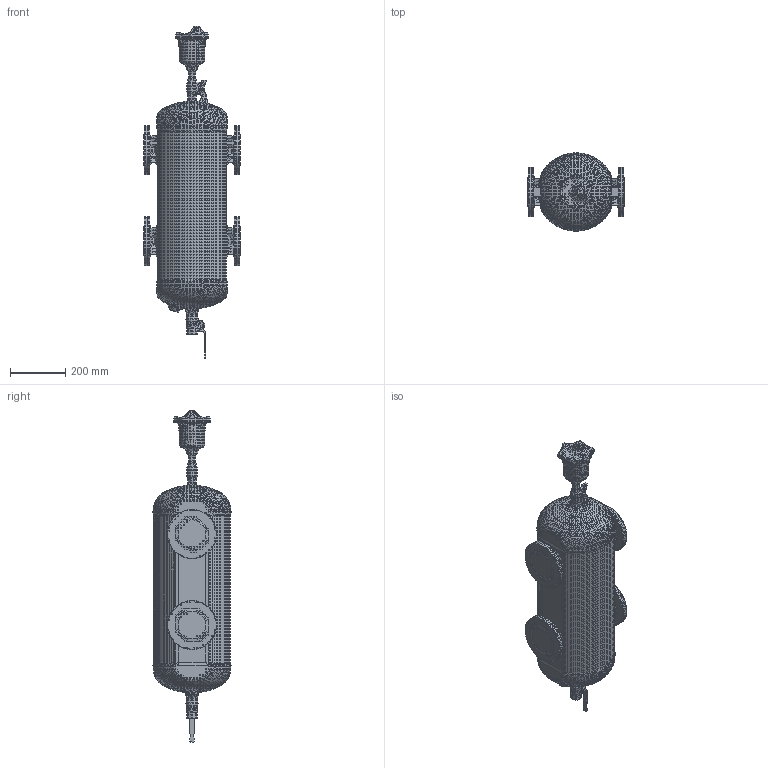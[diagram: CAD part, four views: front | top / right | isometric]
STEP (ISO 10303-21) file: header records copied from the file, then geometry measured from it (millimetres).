
FILE_DESCRIPTION(('CATIA V5 STEP Exchange'),'2;1');
FILE_NAME('XXXXXX (STP).stp','2016-11-30T16:24:11+00:00',('none'),('none'),'CATIA Version 5-6 Release 2014 SP5','CATIA V5 STEP AP203','none');
FILE_SCHEMA(('CONFIG_CONTROL_DESIGN'));
Products named in the file (1): 549562A - TST
Bounding box: 350 x 283.21 x 1203.83 mm (x, y, z)
Volume: 45539460.1 mm3; surface area: 1009547.1 mm2
Topology: 1 solids, 1 shells, 12849 faces, 21917 edges, 9076 vertices
Faces by surface type: plane 12849
Entity records: 274428 total; most frequent: DIRECTION 47615, CARTESIAN_POINT 43843, ORIENTED_EDGE 43834, VECTOR 21917, EDGE_CURVE 21917, LINE 21917, EDGE_LOOP 12857, AXIS2_PLACEMENT_3D 12850
